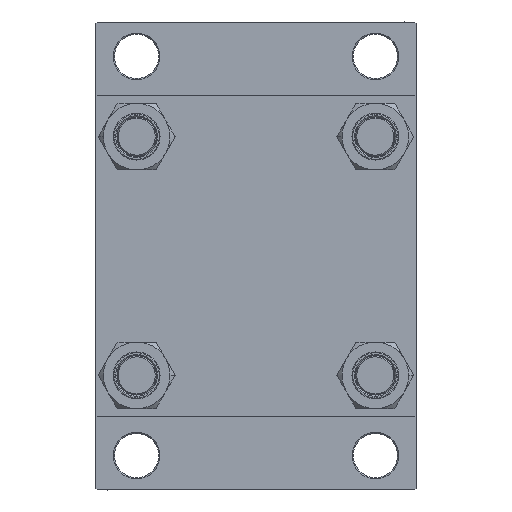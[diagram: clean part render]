
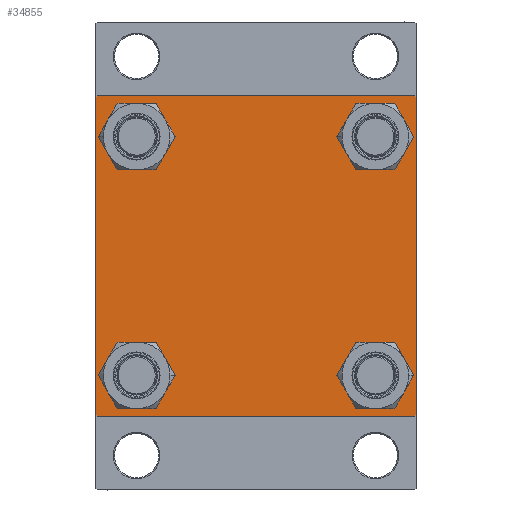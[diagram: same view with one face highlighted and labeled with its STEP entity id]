
A CAD part, left-side view. The second image highlights one B-rep face of the part: STEP entity #34855.
In plain terms, the highlighted planar face has unit normal (-1, 0, 0).
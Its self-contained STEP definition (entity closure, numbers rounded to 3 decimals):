
#157 = EDGE_CURVE ( 'NONE', #7658, #9139, #19476, .T. ) ;
#878 = VERTEX_POINT ( 'NONE', #41055 ) ;
#1123 = CARTESIAN_POINT ( 'NONE',  ( 0., -48.45, 39.95 ) ) ;
#1211 = CARTESIAN_POINT ( 'NONE',  ( 0., 48.45, -48.45 ) ) ;
#1881 = AXIS2_PLACEMENT_3D ( 'NONE', #45372, #15340, #22678 ) ;
#2438 = VERTEX_POINT ( 'NONE', #28504 ) ;
#2500 = CARTESIAN_POINT ( 'NONE',  ( 0., -48.45, 48.45 ) ) ;
#3207 = CARTESIAN_POINT ( 'NONE',  ( 0., 0., 0. ) ) ;
#3597 = VERTEX_POINT ( 'NONE', #16498 ) ;
#3714 = EDGE_LOOP ( 'NONE', ( #29372, #15355 ) ) ;
#5593 = CARTESIAN_POINT ( 'NONE',  ( 0., 48.45, -48.45 ) ) ;
#5639 = CARTESIAN_POINT ( 'NONE',  ( 0., 48.45, 56.95 ) ) ;
#6028 = CARTESIAN_POINT ( 'NONE',  ( 0., -65., 65. ) ) ;
#6891 = CARTESIAN_POINT ( 'NONE',  ( 0., -48.45, -48.45 ) ) ;
#7658 = VERTEX_POINT ( 'NONE', #32953 ) ;
#7902 = ORIENTED_EDGE ( 'NONE', *, *, #41662, .T. ) ;
#8235 = ORIENTED_EDGE ( 'NONE', *, *, #20263, .T. ) ;
#8340 = EDGE_CURVE ( 'NONE', #19810, #2438, #47824, .T. ) ;
#9014 = DIRECTION ( 'NONE',  ( 0., 0., 1. ) ) ;
#9139 = VERTEX_POINT ( 'NONE', #5639 ) ;
#9232 = EDGE_CURVE ( 'NONE', #22440, #13669, #47378, .T. ) ;
#9312 = EDGE_LOOP ( 'NONE', ( #8235, #15550 ) ) ;
#9434 = EDGE_CURVE ( 'NONE', #2438, #19810, #12006, .T. ) ;
#9454 = VECTOR ( 'NONE', #15843, 1000. ) ;
#10122 = ORIENTED_EDGE ( 'NONE', *, *, #48007, .F. ) ;
#10313 = FACE_BOUND ( 'NONE', #9312, .T. ) ;
#10626 = CARTESIAN_POINT ( 'NONE',  ( 0., 64.5, -65. ) ) ;
#10751 = CARTESIAN_POINT ( 'NONE',  ( 0., -64.75, -64.75 ) ) ;
#11379 = CARTESIAN_POINT ( 'NONE',  ( 0., -48.45, 56.95 ) ) ;
#11395 = CARTESIAN_POINT ( 'NONE',  ( 0., 48.45, 48.45 ) ) ;
#11597 = CARTESIAN_POINT ( 'NONE',  ( 0., 65., 65. ) ) ;
#12006 = CIRCLE ( 'NONE', #39295, 8.5 ) ;
#12534 = VERTEX_POINT ( 'NONE', #18612 ) ;
#12566 = CARTESIAN_POINT ( 'NONE',  ( 0., -64.5, 65. ) ) ;
#12712 = CARTESIAN_POINT ( 'NONE',  ( 0., -65., 64.5 ) ) ;
#12900 = DIRECTION ( 'NONE',  ( 1., 0., 0. ) ) ;
#13012 = DIRECTION ( 'NONE',  ( 1., 0., 0. ) ) ;
#13630 = ORIENTED_EDGE ( 'NONE', *, *, #21557, .T. ) ;
#13640 = CARTESIAN_POINT ( 'NONE',  ( 0., -48.45, -48.45 ) ) ;
#13669 = VERTEX_POINT ( 'NONE', #24145 ) ;
#14708 = DIRECTION ( 'NONE',  ( 1., 0., 0. ) ) ;
#14719 = EDGE_LOOP ( 'NONE', ( #23131, #22743 ) ) ;
#14812 = AXIS2_PLACEMENT_3D ( 'NONE', #11395, #37507, #26284 ) ;
#14836 = EDGE_CURVE ( 'NONE', #878, #3597, #44725, .T. ) ;
#14885 = CARTESIAN_POINT ( 'NONE',  ( 0., 64.75, -64.75 ) ) ;
#14961 = LINE ( 'NONE', #33516, #30366 ) ;
#15083 = ORIENTED_EDGE ( 'NONE', *, *, #36170, .F. ) ;
#15107 = AXIS2_PLACEMENT_3D ( 'NONE', #6891, #14708, #32536 ) ;
#15340 = DIRECTION ( 'NONE',  ( 1., 0., 0. ) ) ;
#15348 = DIRECTION ( 'NONE',  ( 0., -0.707, -0.707 ) ) ;
#15355 = ORIENTED_EDGE ( 'NONE', *, *, #9434, .T. ) ;
#15550 = ORIENTED_EDGE ( 'NONE', *, *, #157, .T. ) ;
#15843 = DIRECTION ( 'NONE',  ( 0., -1., 0. ) ) ;
#16099 = DIRECTION ( 'NONE',  ( 0., 0., 1. ) ) ;
#16498 = CARTESIAN_POINT ( 'NONE',  ( 0., 48.45, -56.95 ) ) ;
#16779 = ORIENTED_EDGE ( 'NONE', *, *, #23929, .T. ) ;
#18204 = VECTOR ( 'NONE', #18317, 1000. ) ;
#18317 = DIRECTION ( 'NONE',  ( 0., -0.707, 0.707 ) ) ;
#18600 = FACE_BOUND ( 'NONE', #14719, .T. ) ;
#18612 = CARTESIAN_POINT ( 'NONE',  ( 0., 65., -64.5 ) ) ;
#19302 = DIRECTION ( 'NONE',  ( 0., 0., 1. ) ) ;
#19476 = CIRCLE ( 'NONE', #14812, 8.5 ) ;
#19810 = VERTEX_POINT ( 'NONE', #47697 ) ;
#20263 = EDGE_CURVE ( 'NONE', #9139, #7658, #30006, .T. ) ;
#20478 = DIRECTION ( 'NONE',  ( 1., 0., 0. ) ) ;
#21538 = DIRECTION ( 'NONE',  ( 0., 0., 1. ) ) ;
#21557 = EDGE_CURVE ( 'NONE', #3597, #878, #30044, .T. ) ;
#22179 = ORIENTED_EDGE ( 'NONE', *, *, #28224, .T. ) ;
#22440 = VERTEX_POINT ( 'NONE', #34445 ) ;
#22508 = FACE_BOUND ( 'NONE', #27167, .T. ) ;
#22564 = EDGE_CURVE ( 'NONE', #12534, #43366, #33680, .T. ) ;
#22678 = DIRECTION ( 'NONE',  ( 0., 0., 1. ) ) ;
#22743 = ORIENTED_EDGE ( 'NONE', *, *, #27412, .T. ) ;
#23131 = ORIENTED_EDGE ( 'NONE', *, *, #41623, .T. ) ;
#23929 = EDGE_CURVE ( 'NONE', #46213, #12534, #45281, .T. ) ;
#23961 = AXIS2_PLACEMENT_3D ( 'NONE', #28039, #12900, #42931 ) ;
#24145 = CARTESIAN_POINT ( 'NONE',  ( 0., -65., -64.5 ) ) ;
#24688 = LINE ( 'NONE', #39585, #34137 ) ;
#24936 = CARTESIAN_POINT ( 'NONE',  ( 0., -64.75, 64.75 ) ) ;
#25183 = LINE ( 'NONE', #24936, #40378 ) ;
#25589 = CARTESIAN_POINT ( 'NONE',  ( 0., 65., 64.5 ) ) ;
#25951 = DIRECTION ( 'NONE',  ( 0., -1., 0. ) ) ;
#26241 = VERTEX_POINT ( 'NONE', #12712 ) ;
#26284 = DIRECTION ( 'NONE',  ( 0., 0., 1. ) ) ;
#26966 = DIRECTION ( 'NONE',  ( 0., 0., -1. ) ) ;
#27167 = EDGE_LOOP ( 'NONE', ( #32234, #13630 ) ) ;
#27412 = EDGE_CURVE ( 'NONE', #38654, #32027, #45014, .T. ) ;
#27563 = AXIS2_PLACEMENT_3D ( 'NONE', #5593, #20478, #16099 ) ;
#27649 = EDGE_LOOP ( 'NONE', ( #16779, #45246, #7902, #40659, #10122, #22179, #15083, #38312 ) ) ;
#28039 = CARTESIAN_POINT ( 'NONE',  ( 0., -48.45, 48.45 ) ) ;
#28224 = EDGE_CURVE ( 'NONE', #26241, #44621, #25183, .T. ) ;
#28504 = CARTESIAN_POINT ( 'NONE',  ( 0., -48.45, -56.95 ) ) ;
#28634 = DIRECTION ( 'NONE',  ( 0., 0., 1. ) ) ;
#29372 = ORIENTED_EDGE ( 'NONE', *, *, #8340, .T. ) ;
#29597 = CIRCLE ( 'NONE', #48268, 8.5 ) ;
#29839 = FACE_BOUND ( 'NONE', #3714, .T. ) ;
#30006 = CIRCLE ( 'NONE', #1881, 8.5 ) ;
#30044 = CIRCLE ( 'NONE', #36260, 8.5 ) ;
#30349 = AXIS2_PLACEMENT_3D ( 'NONE', #3207, #37389, #21538 ) ;
#30366 = VECTOR ( 'NONE', #25951, 1000. ) ;
#31238 = DIRECTION ( 'NONE',  ( 1., 0., 0. ) ) ;
#32027 = VERTEX_POINT ( 'NONE', #11379 ) ;
#32234 = ORIENTED_EDGE ( 'NONE', *, *, #14836, .T. ) ;
#32528 = FACE_OUTER_BOUND ( 'NONE', #27649, .T. ) ;
#32536 = DIRECTION ( 'NONE',  ( 0., 0., 1. ) ) ;
#32953 = CARTESIAN_POINT ( 'NONE',  ( 0., 48.45, 39.95 ) ) ;
#33516 = CARTESIAN_POINT ( 'NONE',  ( 0., 65., -65. ) ) ;
#33680 = LINE ( 'NONE', #14885, #41751 ) ;
#34137 = VECTOR ( 'NONE', #42752, 1000. ) ;
#34395 = LINE ( 'NONE', #38299, #9454 ) ;
#34445 = CARTESIAN_POINT ( 'NONE',  ( 0., -64.5, -65. ) ) ;
#34855 = ADVANCED_FACE ( 'NONE', ( #18600, #29839, #22508, #10313, #32528 ), #44729, .T. ) ;
#34916 = DIRECTION ( 'NONE',  ( 1., 0., 0. ) ) ;
#35566 = DIRECTION ( 'NONE',  ( 0., 0., -1. ) ) ;
#36170 = EDGE_CURVE ( 'NONE', #45778, #44621, #34395, .T. ) ;
#36260 = AXIS2_PLACEMENT_3D ( 'NONE', #1211, #34916, #19302 ) ;
#37389 = DIRECTION ( 'NONE',  ( -1., 0., 0. ) ) ;
#37449 = VECTOR ( 'NONE', #35566, 1000. ) ;
#37507 = DIRECTION ( 'NONE',  ( 1., 0., 0. ) ) ;
#38299 = CARTESIAN_POINT ( 'NONE',  ( 0., 65., 65. ) ) ;
#38312 = ORIENTED_EDGE ( 'NONE', *, *, #42599, .T. ) ;
#38654 = VERTEX_POINT ( 'NONE', #1123 ) ;
#39295 = AXIS2_PLACEMENT_3D ( 'NONE', #13640, #31238, #9014 ) ;
#39585 = CARTESIAN_POINT ( 'NONE',  ( 0., 64.75, 64.75 ) ) ;
#40378 = VECTOR ( 'NONE', #40551, 1000. ) ;
#40551 = DIRECTION ( 'NONE',  ( 0., 0.707, 0.707 ) ) ;
#40659 = ORIENTED_EDGE ( 'NONE', *, *, #9232, .T. ) ;
#41055 = CARTESIAN_POINT ( 'NONE',  ( 0., 48.45, -39.95 ) ) ;
#41623 = EDGE_CURVE ( 'NONE', #32027, #38654, #29597, .T. ) ;
#41662 = EDGE_CURVE ( 'NONE', #43366, #22440, #14961, .T. ) ;
#41751 = VECTOR ( 'NONE', #15348, 1000. ) ;
#42599 = EDGE_CURVE ( 'NONE', #45778, #46213, #24688, .T. ) ;
#42752 = DIRECTION ( 'NONE',  ( 0., 0.707, -0.707 ) ) ;
#42931 = DIRECTION ( 'NONE',  ( 0., 0., 1. ) ) ;
#43248 = CARTESIAN_POINT ( 'NONE',  ( 0., 64.5, 65. ) ) ;
#43366 = VERTEX_POINT ( 'NONE', #10626 ) ;
#44621 = VERTEX_POINT ( 'NONE', #12566 ) ;
#44725 = CIRCLE ( 'NONE', #27563, 8.5 ) ;
#44729 = PLANE ( 'NONE',  #30349 ) ;
#45014 = CIRCLE ( 'NONE', #23961, 8.5 ) ;
#45246 = ORIENTED_EDGE ( 'NONE', *, *, #22564, .T. ) ;
#45281 = LINE ( 'NONE', #11597, #48014 ) ;
#45372 = CARTESIAN_POINT ( 'NONE',  ( 0., 48.45, 48.45 ) ) ;
#45778 = VERTEX_POINT ( 'NONE', #43248 ) ;
#46213 = VERTEX_POINT ( 'NONE', #25589 ) ;
#47053 = LINE ( 'NONE', #6028, #37449 ) ;
#47378 = LINE ( 'NONE', #10751, #18204 ) ;
#47697 = CARTESIAN_POINT ( 'NONE',  ( 0., -48.45, -39.95 ) ) ;
#47824 = CIRCLE ( 'NONE', #15107, 8.5 ) ;
#48007 = EDGE_CURVE ( 'NONE', #26241, #13669, #47053, .T. ) ;
#48014 = VECTOR ( 'NONE', #26966, 1000. ) ;
#48268 = AXIS2_PLACEMENT_3D ( 'NONE', #2500, #13012, #28634 ) ;
